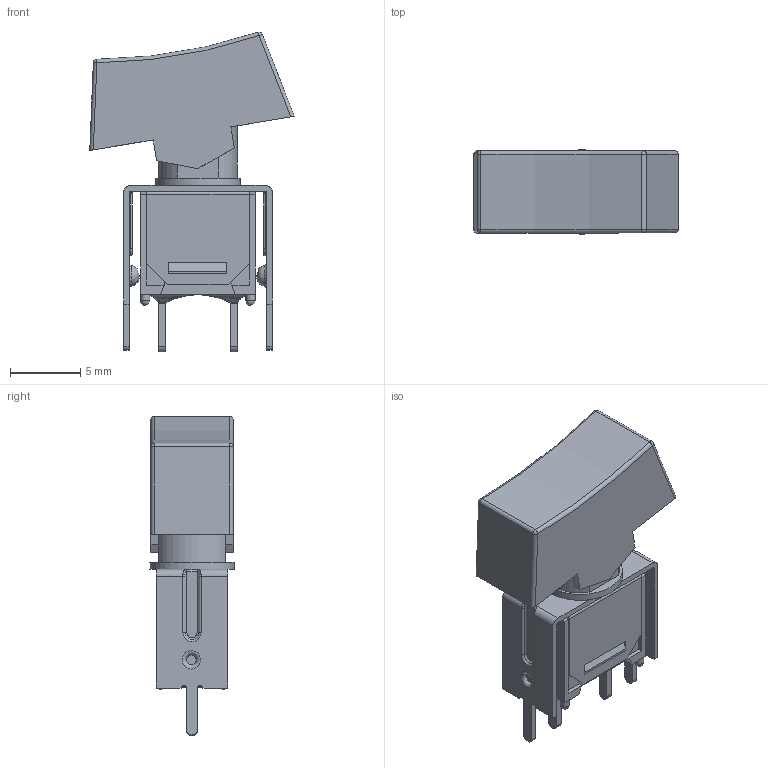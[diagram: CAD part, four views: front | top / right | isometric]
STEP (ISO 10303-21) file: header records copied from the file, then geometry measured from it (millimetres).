
FILE_DESCRIPTION(/* description */ (''),/* implementation_level */ '2;1');
FILE_NAME(/* name */ '400MSP6R6xxxVS2xE.stp',/* time_stamp */ '2026-01-12T22:39:20-06:00',/* author */ ('jmeyers'),/* organization */ (''),/* preprocessor_version */ 'ST-DEVELOPER v18.1',/* originating_system */ 'Autodesk Inventor 2022',/* authorisation */ '');
FILE_SCHEMA (('AUTOMOTIVE_DESIGN { 1 0 10303 214 3 1 1 }'));
Length unit declared in the file: inch
Products named in the file (1): Part36
Bounding box: 14.53 x 6 x 22.72 mm (x, y, z)
Volume: 460.5 mm3; surface area: 1608.9 mm2
Topology: 1 solids, 2 shells, 269 faces, 704 edges, 433 vertices
Faces by surface type: plane 151, cylinder 64, bspline 26, torus 20, sphere 8
Full cylindrical faces by diameter (mm): 0.65 x4, 0.7 x2, 3.25 x1, 6 x1
Entity records: 9074 total; most frequent: CARTESIAN_POINT 2506, ORIENTED_EDGE 1392, DIRECTION 1321, EDGE_CURVE 696, LINE 453, VECTOR 453, AXIS2_PLACEMENT_3D 434, VERTEX_POINT 433
